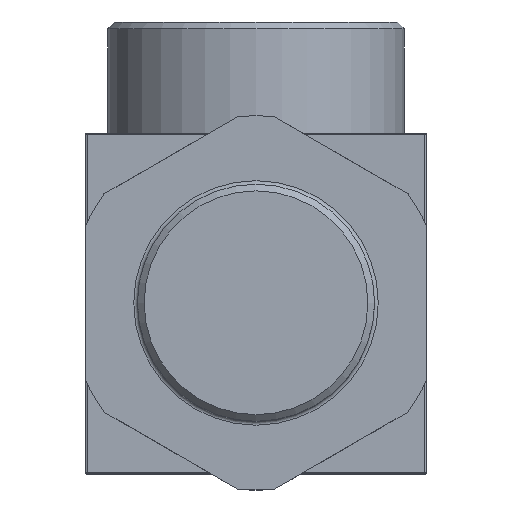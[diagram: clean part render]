
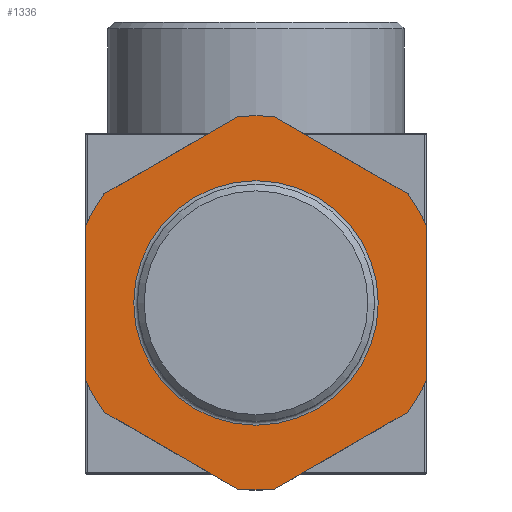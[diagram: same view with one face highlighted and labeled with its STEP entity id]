
A CAD part, top view. The second image highlights one B-rep face of the part: STEP entity #1336.
In plain terms, the highlighted planar face has unit normal (0, 0, 1).
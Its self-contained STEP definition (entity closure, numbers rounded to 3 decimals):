
#74=FACE_BOUND('',#300,.T.);
#83=CIRCLE('',#1442,25.25);
#84=CIRCLE('',#1443,25.25);
#85=CIRCLE('',#1444,25.25);
#86=CIRCLE('',#1445,25.25);
#87=CIRCLE('',#1446,25.25);
#88=CIRCLE('',#1447,25.25);
#89=CIRCLE('',#1448,16.5);
#90=CIRCLE('',#1449,16.5);
#217=FACE_OUTER_BOUND('',#299,.T.);
#299=EDGE_LOOP('',(#859,#860,#861,#862,#863,#864,#865,#866,#867,#868,#869,
#870));
#300=EDGE_LOOP('',(#871,#872));
#396=LINE('',#2126,#451);
#399=LINE('',#2163,#454);
#402=LINE('',#2200,#457);
#405=LINE('',#2237,#460);
#408=LINE('',#2274,#463);
#411=LINE('',#2311,#466);
#451=VECTOR('',#1649,10.);
#454=VECTOR('',#1654,10.);
#457=VECTOR('',#1659,10.);
#460=VECTOR('',#1664,10.);
#463=VECTOR('',#1669,10.);
#466=VECTOR('',#1674,10.);
#506=VERTEX_POINT('',#2124);
#507=VERTEX_POINT('',#2125);
#511=VERTEX_POINT('',#2161);
#512=VERTEX_POINT('',#2162);
#516=VERTEX_POINT('',#2198);
#517=VERTEX_POINT('',#2199);
#521=VERTEX_POINT('',#2235);
#522=VERTEX_POINT('',#2236);
#526=VERTEX_POINT('',#2272);
#527=VERTEX_POINT('',#2273);
#531=VERTEX_POINT('',#2309);
#532=VERTEX_POINT('',#2310);
#536=VERTEX_POINT('',#2352);
#537=VERTEX_POINT('',#2353);
#634=EDGE_CURVE('',#506,#507,#396,.T.);
#639=EDGE_CURVE('',#511,#512,#399,.T.);
#644=EDGE_CURVE('',#516,#517,#402,.T.);
#649=EDGE_CURVE('',#521,#522,#405,.T.);
#654=EDGE_CURVE('',#526,#527,#408,.T.);
#659=EDGE_CURVE('',#531,#532,#411,.T.);
#664=EDGE_CURVE('',#531,#507,#83,.T.);
#665=EDGE_CURVE('',#516,#532,#84,.T.);
#666=EDGE_CURVE('',#521,#517,#85,.T.);
#667=EDGE_CURVE('',#511,#522,#86,.T.);
#668=EDGE_CURVE('',#526,#512,#87,.T.);
#669=EDGE_CURVE('',#506,#527,#88,.T.);
#670=EDGE_CURVE('',#536,#537,#89,.T.);
#671=EDGE_CURVE('',#537,#536,#90,.T.);
#859=ORIENTED_EDGE('',*,*,#634,.T.);
#860=ORIENTED_EDGE('',*,*,#664,.F.);
#861=ORIENTED_EDGE('',*,*,#659,.T.);
#862=ORIENTED_EDGE('',*,*,#665,.F.);
#863=ORIENTED_EDGE('',*,*,#644,.T.);
#864=ORIENTED_EDGE('',*,*,#666,.F.);
#865=ORIENTED_EDGE('',*,*,#649,.T.);
#866=ORIENTED_EDGE('',*,*,#667,.F.);
#867=ORIENTED_EDGE('',*,*,#639,.T.);
#868=ORIENTED_EDGE('',*,*,#668,.F.);
#869=ORIENTED_EDGE('',*,*,#654,.T.);
#870=ORIENTED_EDGE('',*,*,#669,.F.);
#871=ORIENTED_EDGE('',*,*,#670,.F.);
#872=ORIENTED_EDGE('',*,*,#671,.F.);
#1225=PLANE('',#1441);
#1336=ADVANCED_FACE('',(#217,#74),#1225,.T.);
#1441=AXIS2_PLACEMENT_3D('',#2345,#1677,#1678);
#1442=AXIS2_PLACEMENT_3D('',#2346,#1679,#1680);
#1443=AXIS2_PLACEMENT_3D('',#2347,#1681,#1682);
#1444=AXIS2_PLACEMENT_3D('',#2348,#1683,#1684);
#1445=AXIS2_PLACEMENT_3D('',#2349,#1685,#1686);
#1446=AXIS2_PLACEMENT_3D('',#2350,#1687,#1688);
#1447=AXIS2_PLACEMENT_3D('',#2351,#1689,#1690);
#1448=AXIS2_PLACEMENT_3D('',#2354,#1691,#1692);
#1449=AXIS2_PLACEMENT_3D('',#2355,#1693,#1694);
#1649=DIRECTION('',(0.866,0.5,0.));
#1654=DIRECTION('',(0.,-1.,0.));
#1659=DIRECTION('',(-0.866,0.5,0.));
#1664=DIRECTION('',(-0.866,-0.5,0.));
#1669=DIRECTION('',(0.866,-0.5,0.));
#1674=DIRECTION('',(0.,1.,0.));
#1677=DIRECTION('center_axis',(0.,0.,1.));
#1678=DIRECTION('ref_axis',(1.,0.,0.));
#1679=DIRECTION('center_axis',(0.,0.,-1.));
#1680=DIRECTION('ref_axis',(1.,0.,0.));
#1681=DIRECTION('center_axis',(0.,0.,-1.));
#1682=DIRECTION('ref_axis',(1.,0.,0.));
#1683=DIRECTION('center_axis',(0.,0.,-1.));
#1684=DIRECTION('ref_axis',(1.,0.,0.));
#1685=DIRECTION('center_axis',(0.,0.,-1.));
#1686=DIRECTION('ref_axis',(1.,0.,0.));
#1687=DIRECTION('center_axis',(0.,0.,-1.));
#1688=DIRECTION('ref_axis',(1.,0.,0.));
#1689=DIRECTION('center_axis',(0.,0.,-1.));
#1690=DIRECTION('ref_axis',(1.,0.,0.));
#1691=DIRECTION('center_axis',(0.,0.,1.));
#1692=DIRECTION('ref_axis',(0.,-1.,0.));
#1693=DIRECTION('center_axis',(0.,0.,1.));
#1694=DIRECTION('ref_axis',(0.,-1.,0.));
#2124=CARTESIAN_POINT('',(2.477,-25.128,19.5));
#2125=CARTESIAN_POINT('',(20.523,-14.709,19.5));
#2126=CARTESIAN_POINT('',(21.478,-14.158,19.5));
#2161=CARTESIAN_POINT('',(-23.,10.419,19.5));
#2162=CARTESIAN_POINT('',(-23.,-10.419,19.5));
#2163=CARTESIAN_POINT('',(-23.,7.415,19.5));
#2198=CARTESIAN_POINT('',(20.523,14.709,19.5));
#2199=CARTESIAN_POINT('',(2.477,25.128,19.5));
#2200=CARTESIAN_POINT('',(1.522,25.68,19.5));
#2235=CARTESIAN_POINT('',(-2.477,25.128,19.5));
#2236=CARTESIAN_POINT('',(-20.523,14.709,19.5));
#2237=CARTESIAN_POINT('',(-10.545,20.47,19.5));
#2272=CARTESIAN_POINT('',(-20.523,-14.709,19.5));
#2273=CARTESIAN_POINT('',(-2.477,-25.128,19.5));
#2274=CARTESIAN_POINT('',(-12.455,-19.367,19.5));
#2309=CARTESIAN_POINT('',(23.,-10.419,19.5));
#2310=CARTESIAN_POINT('',(23.,10.419,19.5));
#2311=CARTESIAN_POINT('',(23.,17.835,19.5));
#2345=CARTESIAN_POINT('Origin',(0.,25.25,19.5));
#2346=CARTESIAN_POINT('Origin',(0.,0.,19.5));
#2347=CARTESIAN_POINT('Origin',(0.,0.,19.5));
#2348=CARTESIAN_POINT('Origin',(0.,0.,19.5));
#2349=CARTESIAN_POINT('Origin',(0.,0.,19.5));
#2350=CARTESIAN_POINT('Origin',(0.,0.,19.5));
#2351=CARTESIAN_POINT('Origin',(0.,0.,19.5));
#2352=CARTESIAN_POINT('',(0.,16.5,19.5));
#2353=CARTESIAN_POINT('',(16.5,0.,19.5));
#2354=CARTESIAN_POINT('Origin',(0.,0.,19.5));
#2355=CARTESIAN_POINT('Origin',(0.,0.,19.5));
